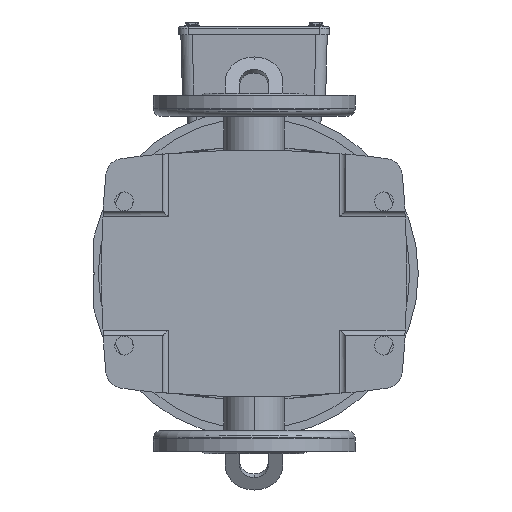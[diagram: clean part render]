
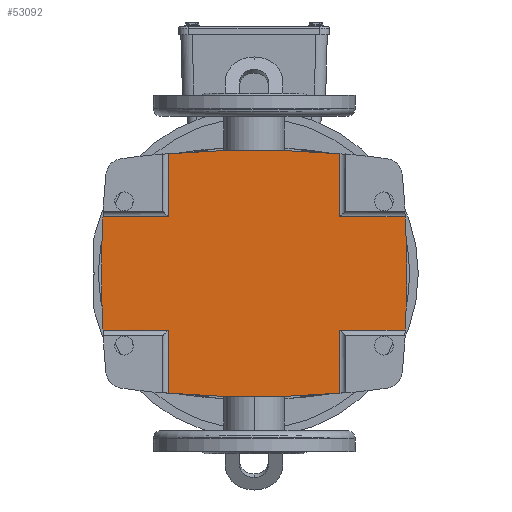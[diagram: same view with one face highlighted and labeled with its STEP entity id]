
A CAD part, front view. The second image highlights one B-rep face of the part: STEP entity #53092.
In plain terms, the highlighted planar face has unit normal (0, -1, 0).
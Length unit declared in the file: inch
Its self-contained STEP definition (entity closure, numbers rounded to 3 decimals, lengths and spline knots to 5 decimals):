
#450 = CIRCLE ( 'NONE', #10358, 27.26527 ) ;
#1169 = DIRECTION ( 'NONE',  ( 0., 0., 1. ) ) ;
#1832 = CARTESIAN_POINT ( 'NONE',  ( 0., 0.19685, 23.10236 ) ) ;
#3768 = ORIENTED_EDGE ( 'NONE', *, *, #34960, .T. ) ;
#4463 = DIRECTION ( 'NONE',  ( 0., 0., 1. ) ) ;
#4720 = CARTESIAN_POINT ( 'NONE',  ( -4.59646, 0.19685, 2.33625 ) ) ;
#4914 = CARTESIAN_POINT ( 'NONE',  ( -1.54265, 0.19685, 4.11924 ) ) ;
#4977 = CARTESIAN_POINT ( 'NONE',  ( 1.54265, 0.19685, -2.33625 ) ) ;
#5816 = ORIENTED_EDGE ( 'NONE', *, *, #20192, .T. ) ;
#6666 = DIRECTION ( 'NONE',  ( 0., 0., 1. ) ) ;
#7560 = EDGE_CURVE ( 'NONE', #49149, #67278, #56381, .T. ) ;
#7757 = LINE ( 'NONE', #17183, #51393 ) ;
#8137 = CARTESIAN_POINT ( 'NONE',  ( 0., 0.19685, -4.16291 ) ) ;
#8964 = LINE ( 'NONE', #67400, #37459 ) ;
#9201 = VERTEX_POINT ( 'NONE', #21760 ) ;
#9698 = CARTESIAN_POINT ( 'NONE',  ( -1.54265, 0.19685, -4.59646 ) ) ;
#10358 = AXIS2_PLACEMENT_3D ( 'NONE', #1832, #13227, #18984 ) ;
#10439 = DIRECTION ( 'NONE',  ( 1., 0., 0. ) ) ;
#11037 = EDGE_CURVE ( 'NONE', #9201, #49149, #14265, .T. ) ;
#11151 = CIRCLE ( 'NONE', #22290, 26.47079 ) ;
#11186 = ORIENTED_EDGE ( 'NONE', *, *, #11037, .T. ) ;
#11420 = CARTESIAN_POINT ( 'NONE',  ( 0., 0.19685, -23.10236 ) ) ;
#11669 = CARTESIAN_POINT ( 'NONE',  ( 1.54265, 0.19685, -4.59646 ) ) ;
#12793 = ORIENTED_EDGE ( 'NONE', *, *, #57635, .F. ) ;
#13227 = DIRECTION ( 'NONE',  ( 0., 1., 0. ) ) ;
#14265 = CIRCLE ( 'NONE', #23929, 26.47079 ) ;
#14920 = CARTESIAN_POINT ( 'NONE',  ( -1.54265, 0.19685, -2.33625 ) ) ;
#15263 = LINE ( 'NONE', #32582, #43745 ) ;
#17112 = CARTESIAN_POINT ( 'NONE',  ( -4.59646, 0.19685, -2.33625 ) ) ;
#17183 = CARTESIAN_POINT ( 'NONE',  ( -4.59646, 0.19685, 2.33625 ) ) ;
#17356 = ORIENTED_EDGE ( 'NONE', *, *, #24373, .F. ) ;
#18984 = DIRECTION ( 'NONE',  ( 0., 0., 1. ) ) ;
#19479 = VERTEX_POINT ( 'NONE', #70517 ) ;
#20192 = EDGE_CURVE ( 'NONE', #34782, #19479, #15263, .T. ) ;
#20284 = EDGE_CURVE ( 'NONE', #68688, #27546, #20654, .T. ) ;
#20464 = EDGE_LOOP ( 'NONE', ( #53133, #30654, #11186, #20815, #68798, #36141, #61977, #3768, #5816, #17356, #12793, #73664, #24426, #21464 ) ) ;
#20654 = CIRCLE ( 'NONE', #61824, 27.26527 ) ;
#20772 = EDGE_CURVE ( 'NONE', #25145, #68688, #24967, .T. ) ;
#20815 = ORIENTED_EDGE ( 'NONE', *, *, #7560, .T. ) ;
#20981 = VERTEX_POINT ( 'NONE', #28722 ) ;
#21464 = ORIENTED_EDGE ( 'NONE', *, *, #38398, .T. ) ;
#21616 = DIRECTION ( 'NONE',  ( 0., -1., 0. ) ) ;
#21760 = CARTESIAN_POINT ( 'NONE',  ( -3.26434, 0.19685, 2.33625 ) ) ;
#21876 = DIRECTION ( 'NONE',  ( 0., 0., 1. ) ) ;
#21906 = DIRECTION ( 'NONE',  ( 1., 0., 0. ) ) ;
#22290 = AXIS2_PLACEMENT_3D ( 'NONE', #64886, #36511, #65397 ) ;
#23205 = AXIS2_PLACEMENT_3D ( 'NONE', #26574, #27075, #4463 ) ;
#23454 = VERTEX_POINT ( 'NONE', #45018 ) ;
#23929 = AXIS2_PLACEMENT_3D ( 'NONE', #63150, #39786, #39552 ) ;
#24373 = EDGE_CURVE ( 'NONE', #20981, #19479, #11151, .T. ) ;
#24426 = ORIENTED_EDGE ( 'NONE', *, *, #20284, .T. ) ;
#24672 = AXIS2_PLACEMENT_3D ( 'NONE', #49940, #21616, #21876 ) ;
#24909 = LINE ( 'NONE', #9698, #68533 ) ;
#24967 = LINE ( 'NONE', #55856, #49011 ) ;
#25145 = VERTEX_POINT ( 'NONE', #72518 ) ;
#26574 = CARTESIAN_POINT ( 'NONE',  ( -1.54265, 0.19685, -4.59646 ) ) ;
#27075 = DIRECTION ( 'NONE',  ( 0., 1., 0. ) ) ;
#27546 = VERTEX_POINT ( 'NONE', #61627 ) ;
#27603 = EDGE_CURVE ( 'NONE', #46628, #53679, #62219, .T. ) ;
#28722 = CARTESIAN_POINT ( 'NONE',  ( 3.26434, 0.19685, 2.33625 ) ) ;
#29747 = CARTESIAN_POINT ( 'NONE',  ( 0., 0.19685, 23.10236 ) ) ;
#30654 = ORIENTED_EDGE ( 'NONE', *, *, #47931, .F. ) ;
#32582 = CARTESIAN_POINT ( 'NONE',  ( -4.59646, 0.19685, -2.33625 ) ) ;
#33866 = VECTOR ( 'NONE', #6666, 39.37008 ) ;
#33868 = VERTEX_POINT ( 'NONE', #41438 ) ;
#34057 = DIRECTION ( 'NONE',  ( 0., -1., 0. ) ) ;
#34782 = VERTEX_POINT ( 'NONE', #4977 ) ;
#34960 = EDGE_CURVE ( 'NONE', #23454, #34782, #47162, .T. ) ;
#36141 = ORIENTED_EDGE ( 'NONE', *, *, #27603, .F. ) ;
#36511 = DIRECTION ( 'NONE',  ( 0., 1., 0. ) ) ;
#37137 = CARTESIAN_POINT ( 'NONE',  ( -3.26434, 0.19685, -2.33625 ) ) ;
#37459 = VECTOR ( 'NONE', #44024, 39.37008 ) ;
#38398 = EDGE_CURVE ( 'NONE', #27546, #61074, #42340, .T. ) ;
#38844 = VECTOR ( 'NONE', #10439, 39.37008 ) ;
#39552 = DIRECTION ( 'NONE',  ( 0., 0., 1. ) ) ;
#39769 = LINE ( 'NONE', #4720, #38844 ) ;
#39786 = DIRECTION ( 'NONE',  ( 0., -1., 0. ) ) ;
#41438 = CARTESIAN_POINT ( 'NONE',  ( -1.54265, 0.19685, 2.33625 ) ) ;
#42340 = CIRCLE ( 'NONE', #24672, 27.26527 ) ;
#43508 = PLANE ( 'NONE',  #23205 ) ;
#43745 = VECTOR ( 'NONE', #21906, 39.37008 ) ;
#44024 = DIRECTION ( 'NONE',  ( 0., 0., 1. ) ) ;
#44414 = DIRECTION ( 'NONE',  ( 0., 0., 1. ) ) ;
#45018 = CARTESIAN_POINT ( 'NONE',  ( 1.54265, 0.19685, -4.11924 ) ) ;
#46628 = VERTEX_POINT ( 'NONE', #8137 ) ;
#46633 = DIRECTION ( 'NONE',  ( 0., 1., 0. ) ) ;
#47162 = LINE ( 'NONE', #11669, #33866 ) ;
#47931 = EDGE_CURVE ( 'NONE', #9201, #33868, #39769, .T. ) ;
#49011 = VECTOR ( 'NONE', #44414, 39.37008 ) ;
#49149 = VERTEX_POINT ( 'NONE', #37137 ) ;
#49658 = CARTESIAN_POINT ( 'NONE',  ( 1.54265, 0.19685, 4.11924 ) ) ;
#49940 = CARTESIAN_POINT ( 'NONE',  ( 0., 0.19685, -23.10236 ) ) ;
#50478 = DIRECTION ( 'NONE',  ( 0., 0., 1. ) ) ;
#51393 = VECTOR ( 'NONE', #68421, 39.37008 ) ;
#53092 = ADVANCED_FACE ( 'NONE', ( #68821 ), #43508, .F. ) ;
#53133 = ORIENTED_EDGE ( 'NONE', *, *, #55817, .F. ) ;
#53679 = VERTEX_POINT ( 'NONE', #63381 ) ;
#55817 = EDGE_CURVE ( 'NONE', #33868, #61074, #24909, .T. ) ;
#55856 = CARTESIAN_POINT ( 'NONE',  ( 1.54265, 0.19685, -4.59646 ) ) ;
#56168 = DIRECTION ( 'NONE',  ( 1., 0., 0. ) ) ;
#56381 = LINE ( 'NONE', #17112, #71563 ) ;
#56591 = AXIS2_PLACEMENT_3D ( 'NONE', #29747, #46633, #1169 ) ;
#57635 = EDGE_CURVE ( 'NONE', #25145, #20981, #7757, .T. ) ;
#61074 = VERTEX_POINT ( 'NONE', #4914 ) ;
#61627 = CARTESIAN_POINT ( 'NONE',  ( 0., 0.19685, 4.16291 ) ) ;
#61824 = AXIS2_PLACEMENT_3D ( 'NONE', #11420, #34057, #50478 ) ;
#61977 = ORIENTED_EDGE ( 'NONE', *, *, #70937, .F. ) ;
#62219 = CIRCLE ( 'NONE', #56591, 27.26527 ) ;
#63141 = EDGE_CURVE ( 'NONE', #53679, #67278, #8964, .T. ) ;
#63150 = CARTESIAN_POINT ( 'NONE',  ( 23.10315, 0.19685, 0. ) ) ;
#63381 = CARTESIAN_POINT ( 'NONE',  ( -1.54265, 0.19685, -4.11924 ) ) ;
#64886 = CARTESIAN_POINT ( 'NONE',  ( -23.10315, 0.19685, 0. ) ) ;
#65397 = DIRECTION ( 'NONE',  ( 0., 0., 1. ) ) ;
#66901 = DIRECTION ( 'NONE',  ( 0., 0., 1. ) ) ;
#67278 = VERTEX_POINT ( 'NONE', #14920 ) ;
#67400 = CARTESIAN_POINT ( 'NONE',  ( -1.54265, 0.19685, -4.59646 ) ) ;
#68421 = DIRECTION ( 'NONE',  ( 1., 0., 0. ) ) ;
#68533 = VECTOR ( 'NONE', #66901, 39.37008 ) ;
#68688 = VERTEX_POINT ( 'NONE', #49658 ) ;
#68798 = ORIENTED_EDGE ( 'NONE', *, *, #63141, .F. ) ;
#68821 = FACE_OUTER_BOUND ( 'NONE', #20464, .T. ) ;
#70517 = CARTESIAN_POINT ( 'NONE',  ( 3.26434, 0.19685, -2.33625 ) ) ;
#70937 = EDGE_CURVE ( 'NONE', #23454, #46628, #450, .T. ) ;
#71563 = VECTOR ( 'NONE', #56168, 39.37008 ) ;
#72518 = CARTESIAN_POINT ( 'NONE',  ( 1.54265, 0.19685, 2.33625 ) ) ;
#73664 = ORIENTED_EDGE ( 'NONE', *, *, #20772, .T. ) ;
